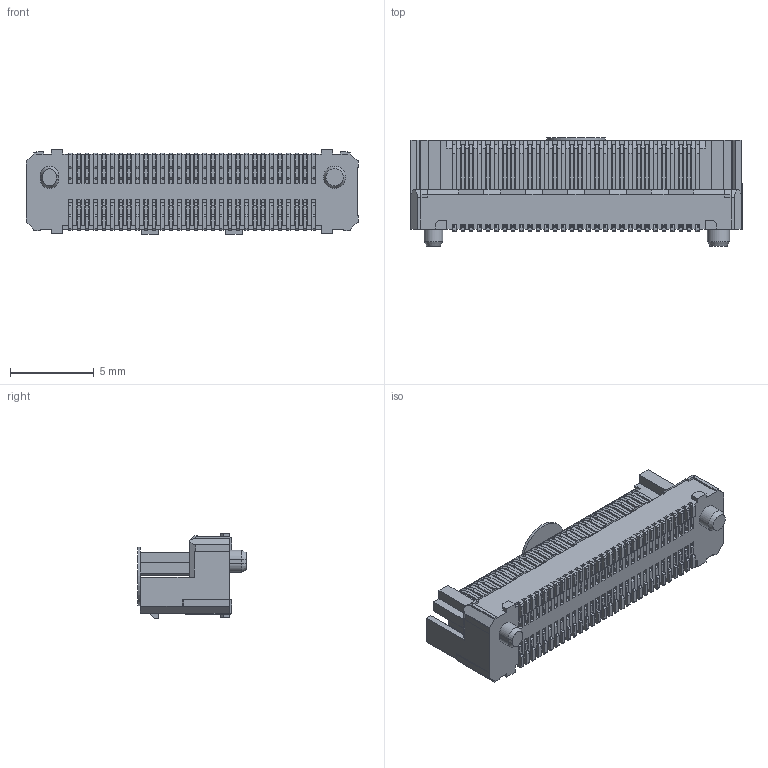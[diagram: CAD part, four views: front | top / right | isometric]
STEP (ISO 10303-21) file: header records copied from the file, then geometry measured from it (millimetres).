
FILE_DESCRIPTION(/* description */ ('STEP AP214'),/* implementation_level */ '2;1');
FILE_NAME(/* name */ 'LSHM-130-04.0-L-DV-A-N-K-TR',/* time_stamp */ '2025-11-10T07:01:33+01:00',/* author */ ('License CC BY-ND 4.0'),/* organization */ ('CADENAS'),/* preprocessor_version */ 'ST-DEVELOPER v20',/* originating_system */ 'PARTsolutions',/* authorisation */ ' ');
FILE_SCHEMA (('AUTOMOTIVE_DESIGN {1 0 10303 214 3 1 1}'));
Products named in the file (5): LSHM-130-04.0-L-DV-A-N-K-TR; LSHM-30-04.0-DV-A-N_STRIP; C-185--30-04.0-L-DV1P; C-185--30-04.0-DV1P2 L; K-DOT-.138-.250-.005.pp
Assembly tree (4 placements, depth 2):
  LSHM-130-04.0-L-DV-A-N-K-TR
    LSHM-30-04.0-DV-A-N_STRIP
    C-185--30-04.0-L-DV1P
    C-185--30-04.0-DV1P2 L
    K-DOT-.138-.250-.005.pp
Bounding box: 19.8 x 6.45 x 5.03 mm (x, y, z)
Volume: 335.7 mm3; surface area: 1644.6 mm2
Topology: 4 solids, 4 shells, 2486 faces, 7409 edges, 4814 vertices
Faces by surface type: plane 2059, cylinder 424, cone 3
Full cylindrical faces by diameter (mm): 1.32 x1, 3.5 x1
Entity records: 82362 total; most frequent: ORIENTED_EDGE 14810, CARTESIAN_POINT 14709, DIRECTION 13238, EDGE_CURVE 7405, LINE 6554, VECTOR 6554, VERTEX_POINT 4813, AXIS2_PLACEMENT_3D 3342
